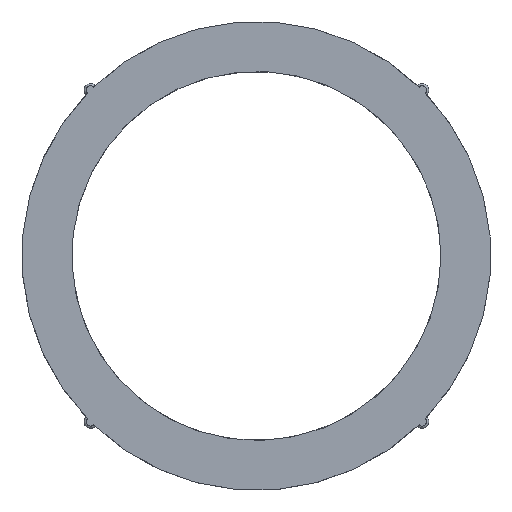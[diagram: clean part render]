
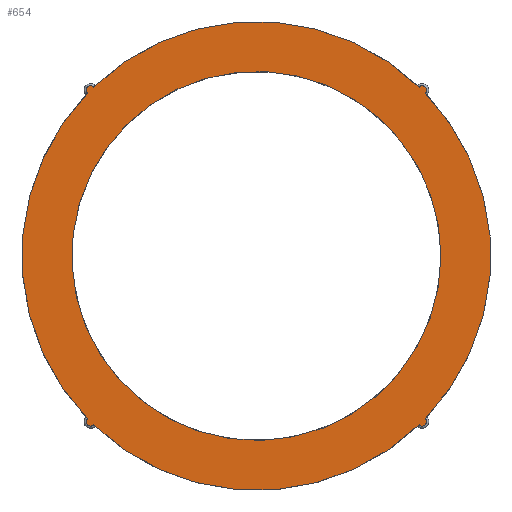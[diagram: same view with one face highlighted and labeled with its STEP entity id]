
A CAD part, top view. The second image highlights one B-rep face of the part: STEP entity #654.
In plain terms, the highlighted planar face has unit normal (0, 0, 1).
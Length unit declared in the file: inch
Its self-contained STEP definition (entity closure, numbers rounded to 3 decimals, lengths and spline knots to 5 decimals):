
#207=CARTESIAN_POINT('',(0.77769,0.7494,0.25));
#208=VERTEX_POINT('',#207);
#235=CARTESIAN_POINT('',(0.7494,0.77769,0.25));
#236=VERTEX_POINT('',#235);
#252=CARTESIAN_POINT('',(0.76368,0.76368,0.25));
#253=DIRECTION('',(0.0,0.0,-1.));
#254=DIRECTION('',(0.707,0.707,0.0));
#255=AXIS2_PLACEMENT_3D('',#252,#253,#254);
#256=CIRCLE('',#255,0.02);
#257=EDGE_CURVE('',#236,#208,#256,.T.);
#299=CARTESIAN_POINT('',(0.7494,-0.77769,0.25));
#300=VERTEX_POINT('',#299);
#327=CARTESIAN_POINT('',(0.77769,-0.7494,0.25));
#328=VERTEX_POINT('',#327);
#344=CARTESIAN_POINT('',(0.76368,-0.76368,0.25));
#345=DIRECTION('',(0.0,0.0,-1.));
#346=DIRECTION('',(0.707,-0.707,0.0));
#347=AXIS2_PLACEMENT_3D('',#344,#345,#346);
#348=CIRCLE('',#347,0.02);
#349=EDGE_CURVE('',#328,#300,#348,.T.);
#467=CARTESIAN_POINT('',(-0.77769,-0.7494,0.25));
#468=VERTEX_POINT('',#467);
#495=CARTESIAN_POINT('',(-0.7494,-0.77769,0.25));
#496=VERTEX_POINT('',#495);
#512=CARTESIAN_POINT('',(-0.76368,-0.76368,0.25));
#513=DIRECTION('',(0.0,0.0,-1.));
#514=DIRECTION('',(-0.707,-0.707,0.0));
#515=AXIS2_PLACEMENT_3D('',#512,#513,#514);
#516=CIRCLE('',#515,0.02);
#517=EDGE_CURVE('',#496,#468,#516,.T.);
#551=CARTESIAN_POINT('',(-0.77769,0.7494,0.25));
#552=VERTEX_POINT('',#551);
#568=CARTESIAN_POINT('',(-0.7494,0.77769,0.25));
#569=VERTEX_POINT('',#568);
#570=CARTESIAN_POINT('',(-0.76368,0.76368,0.25));
#571=DIRECTION('',(0.0,0.0,-1.));
#572=DIRECTION('',(-0.707,0.707,0.0));
#573=AXIS2_PLACEMENT_3D('',#570,#571,#572);
#574=CIRCLE('',#573,0.02);
#575=EDGE_CURVE('',#552,#569,#574,.T.);
#604=CARTESIAN_POINT('',(0.0,0.0,0.25));
#605=DIRECTION('',(0.0,0.0,-1.0));
#606=DIRECTION('',(-1.0,0.0,0.0));
#607=AXIS2_PLACEMENT_3D('',#604,#605,#606);
#608=PLANE('',#607);
#609=CARTESIAN_POINT('',(0.0,0.0,0.25));
#610=DIRECTION('',(0.0,0.0,-1.0));
#611=DIRECTION('',(-1.0,0.0,0.0));
#612=AXIS2_PLACEMENT_3D('',#609,#610,#611);
#613=CIRCLE('',#612,1.08);
#614=EDGE_CURVE('',#569,#236,#613,.T.);
#615=ORIENTED_EDGE('',*,*,#614,.F.);
#616=ORIENTED_EDGE('',*,*,#575,.F.);
#617=CARTESIAN_POINT('',(0.0,0.0,0.25));
#618=DIRECTION('',(0.0,0.0,-1.0));
#619=DIRECTION('',(-1.0,0.0,0.0));
#620=AXIS2_PLACEMENT_3D('',#617,#618,#619);
#621=CIRCLE('',#620,1.08);
#622=EDGE_CURVE('',#468,#552,#621,.T.);
#623=ORIENTED_EDGE('',*,*,#622,.F.);
#624=ORIENTED_EDGE('',*,*,#517,.F.);
#625=CARTESIAN_POINT('',(0.0,0.0,0.25));
#626=DIRECTION('',(0.0,0.0,-1.0));
#627=DIRECTION('',(-1.0,0.0,0.0));
#628=AXIS2_PLACEMENT_3D('',#625,#626,#627);
#629=CIRCLE('',#628,1.08);
#630=EDGE_CURVE('',#300,#496,#629,.T.);
#631=ORIENTED_EDGE('',*,*,#630,.F.);
#632=ORIENTED_EDGE('',*,*,#349,.F.);
#633=CARTESIAN_POINT('',(0.0,0.0,0.25));
#634=DIRECTION('',(0.0,0.0,-1.0));
#635=DIRECTION('',(-1.0,0.0,0.0));
#636=AXIS2_PLACEMENT_3D('',#633,#634,#635);
#637=CIRCLE('',#636,1.08);
#638=EDGE_CURVE('',#208,#328,#637,.T.);
#639=ORIENTED_EDGE('',*,*,#638,.F.);
#640=ORIENTED_EDGE('',*,*,#257,.F.);
#641=EDGE_LOOP('',(#615,#616,#623,#624,#631,#632,#639,#640));
#642=FACE_OUTER_BOUND('',#641,.T.);
#643=CARTESIAN_POINT('',(0.85,0.,0.25));
#644=VERTEX_POINT('',#643);
#645=CARTESIAN_POINT('',(0.0,0.0,0.25));
#646=DIRECTION('',(0.0,0.0,-1.0));
#647=DIRECTION('',(-1.0,0.0,0.0));
#648=AXIS2_PLACEMENT_3D('',#645,#646,#647);
#649=CIRCLE('',#648,0.85);
#650=EDGE_CURVE('',#644,#644,#649,.T.);
#651=ORIENTED_EDGE('',*,*,#650,.T.);
#652=EDGE_LOOP('',(#651));
#653=FACE_BOUND('',#652,.T.);
#654=ADVANCED_FACE('',(#642,#653),#608,.F.);
